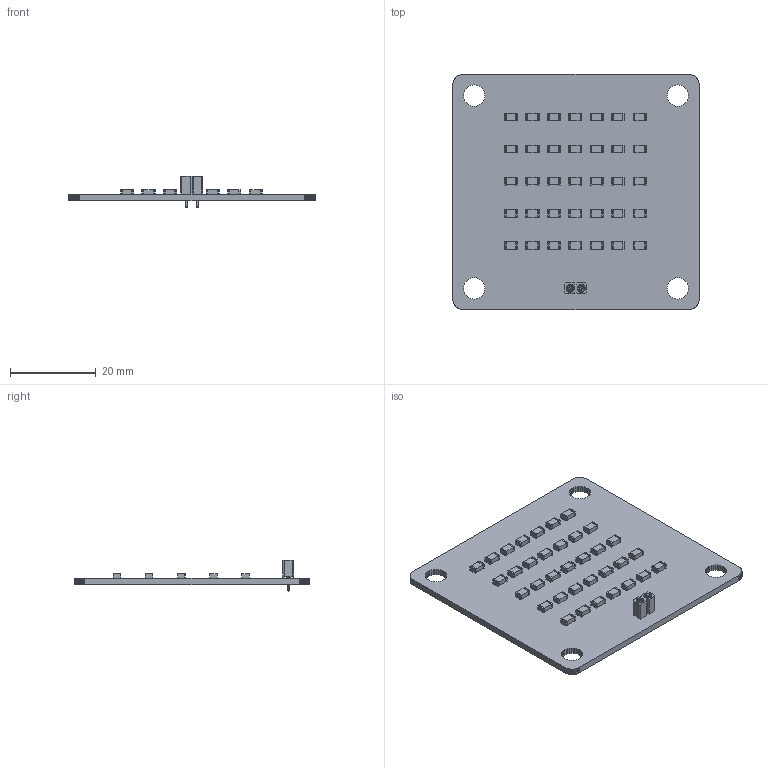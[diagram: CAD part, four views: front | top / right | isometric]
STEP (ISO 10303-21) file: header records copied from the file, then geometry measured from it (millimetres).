
FILE_DESCRIPTION(('PCB Model'),'2;1');
FILE_NAME( 'dimmer_leds_3.STEP', '2020-05-26T10:43:13',('燴僽樥'),('Unspecified'), 'Open CASCADE STEP processor 6.8','Proteus','Unknown');
FILE_SCHEMA(('AUTOMOTIVE_DESIGN { 1 0 10303 214 1 1 1 1 }'));
Length unit declared in the file: millimetre
Products named in the file (44): Open CASCADE STEP translator 6.8 1; Layer_1; D35; Open CASCADE STEP translator 6.8 1.2.1; Body_1; Pin_1; Pin_2; D30; D25; D20; D15; D10; D5; D34; D29; D24; D19; D14; D9; D4; D33; D28; D23; D18; D13; D8; D3; D32; D27; D22; D17; D12; D7; D2; D31; D26; D21; D16; D11; D6 ...
Assembly tree (77 placements, depth 4):
  Open CASCADE STEP translator 6.8 1
    Layer_1
    D35
      Open CASCADE STEP translator 6.8 1.2.1
        Body_1
        Pin_1
        Pin_2
    D30
      Open CASCADE STEP translator 6.8 1.2.1
        Body_1
        Pin_1
        Pin_2
    D25
      Open CASCADE STEP translator 6.8 1.2.1
        Body_1
        Pin_1
        Pin_2
    D20
      Open CASCADE STEP translator 6.8 1.2.1
        Body_1
        Pin_1
        Pin_2
    D15
      Open CASCADE STEP translator 6.8 1.2.1
        Body_1
        Pin_1
        Pin_2
    D10
      Open CASCADE STEP translator 6.8 1.2.1
        Body_1
        Pin_1
        Pin_2
    D5
      Open CASCADE STEP translator 6.8 1.2.1
        Body_1
        Pin_1
        Pin_2
    D34
      Open CASCADE STEP translator 6.8 1.2.1
        Body_1
        Pin_1
        Pin_2
    D29
      Open CASCADE STEP translator 6.8 1.2.1
        Body_1
        Pin_1
        Pin_2
    D24
      Open CASCADE STEP translator 6.8 1.2.1
        Body_1
        Pin_1
        Pin_2
    D19
      Open CASCADE STEP translator 6.8 1.2.1
        Body_1
        Pin_1
        Pin_2
    D14
      Open CASCADE STEP translator 6.8 1.2.1
        Body_1
Bounding box: 57.5 x 55 x 7.37 mm (x, y, z)
Volume: 5048.7 mm3; surface area: 7843.2 mm2
Topology: 107 solids, 107 shells, 940 faces, 2124 edges, 1398 vertices
Faces by surface type: plane 874, cone 40, cylinder 20, torus 4, sphere 2
Entity records: 13049 total; most frequent: CARTESIAN_POINT 1882, DIRECTION 1798, ORIENTED_EDGE 1784, EDGE_CURVE 892, LINE 794, VECTOR 794, VERTEX_POINT 582, AXIS2_PLACEMENT_3D 502
